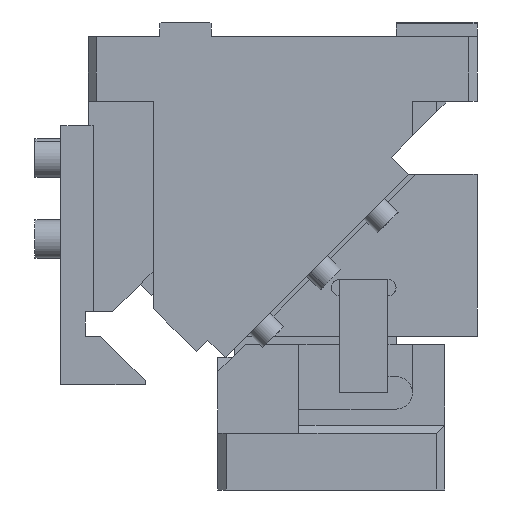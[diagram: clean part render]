
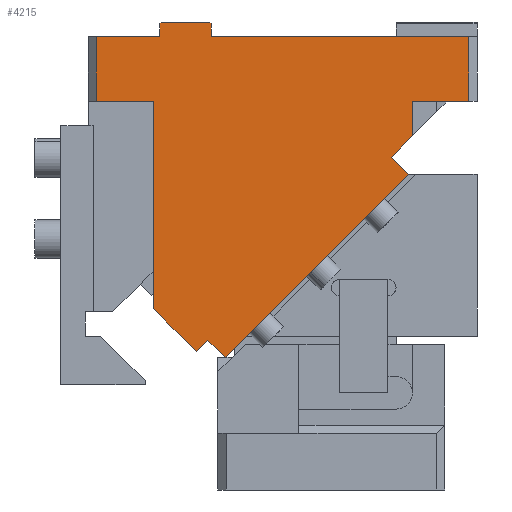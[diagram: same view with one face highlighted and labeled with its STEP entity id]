
A CAD part, front view. The second image highlights one B-rep face of the part: STEP entity #4215.
In plain terms, the highlighted planar face has unit normal (0, -1, 0).
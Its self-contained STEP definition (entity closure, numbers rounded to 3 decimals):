
#529=CARTESIAN_POINT('Vertex',(44.,-80.,0.)) ;
#532=CARTESIAN_POINT('Line Origine',(44.,-80.,4.)) ;
#536=CARTESIAN_POINT('Vertex',(44.,-80.,8.)) ;
#572=CARTESIAN_POINT('Line Origine',(44.5,-80.,8.5)) ;
#576=CARTESIAN_POINT('Vertex',(45.,-80.,9.)) ;
#607=CARTESIAN_POINT('Vertex',(75.,-80.,9.)) ;
#617=CARTESIAN_POINT('Line Origine',(60.,-80.,9.)) ;
#638=CARTESIAN_POINT('Vertex',(76.,-80.,8.)) ;
#648=CARTESIAN_POINT('Line Origine',(75.5,-80.,8.5)) ;
#686=CARTESIAN_POINT('Line Origine',(76.,-80.,4.)) ;
#690=CARTESIAN_POINT('Vertex',(76.,-80.,0.)) ;
#1187=CARTESIAN_POINT('Vertex',(235.,-80.,0.)) ;
#1192=CARTESIAN_POINT('Line Origine',(235.,-80.,-20.)) ;
#1196=CARTESIAN_POINT('Vertex',(235.,-80.,-40.)) ;
#2097=CARTESIAN_POINT('Line Origine',(155.5,-80.,0.)) ;
#2359=CARTESIAN_POINT('Line Origine',(217.5,-80.,-40.)) ;
#2363=CARTESIAN_POINT('Vertex',(200.,-80.,-40.)) ;
#2628=CARTESIAN_POINT('Line Origine',(200.,-80.,-50.68)) ;
#2632=CARTESIAN_POINT('Vertex',(200.,-80.,-61.36)) ;
#3378=CARTESIAN_POINT('Vertex',(40.,-80.,-40.)) ;
#3381=CARTESIAN_POINT('Line Origine',(22.5,-80.,-40.)) ;
#3385=CARTESIAN_POINT('Vertex',(5.,-80.,-40.)) ;
#3687=CARTESIAN_POINT('Vertex',(40.,-80.,-167.843)) ;
#3690=CARTESIAN_POINT('Line Origine',(40.,-80.,-103.921)) ;
#3717=CARTESIAN_POINT('Vertex',(66.759,-80.,-194.602)) ;
#3720=CARTESIAN_POINT('Line Origine',(56.329,-80.,-184.172)) ;
#3724=CARTESIAN_POINT('Vertex',(45.899,-80.,-173.742)) ;
#3727=CARTESIAN_POINT('Line Origine',(42.95,-80.,-170.792)) ;
#3801=CARTESIAN_POINT('Line Origine',(70.294,-80.,-191.066)) ;
#3805=CARTESIAN_POINT('Vertex',(73.83,-80.,-187.53)) ;
#4035=CARTESIAN_POINT('Vertex',(84.437,-80.,-198.137)) ;
#4051=CARTESIAN_POINT('Vertex',(197.574,-80.,-85.)) ;
#4054=CARTESIAN_POINT('Line Origine',(141.005,-80.,-141.569)) ;
#4083=CARTESIAN_POINT('Line Origine',(79.133,-80.,-192.834)) ;
#4155=CARTESIAN_POINT('Vertex',(186.967,-80.,-74.393)) ;
#4158=CARTESIAN_POINT('Line Origine',(192.27,-80.,-79.697)) ;
#4171=CARTESIAN_POINT('Axis2P3D Location',(0.,-80.,0.)) ;
#4176=CARTESIAN_POINT('Line Origine',(193.483,-80.,-67.877)) ;
#4181=CARTESIAN_POINT('Line Origine',(24.5,-80.,0.)) ;
#4185=CARTESIAN_POINT('Vertex',(5.,-80.,0.)) ;
#4188=CARTESIAN_POINT('Line Origine',(5.,-80.,-20.)) ;
#533=DIRECTION('Vector Direction',(0.,0.,-1.)) ;
#573=DIRECTION('Vector Direction',(-0.707,0.,-0.707)) ;
#618=DIRECTION('Vector Direction',(-1.,0.,0.)) ;
#649=DIRECTION('Vector Direction',(-0.707,0.,0.707)) ;
#687=DIRECTION('Vector Direction',(0.,0.,1.)) ;
#1193=DIRECTION('Vector Direction',(0.,0.,1.)) ;
#2098=DIRECTION('Vector Direction',(1.,0.,0.)) ;
#2360=DIRECTION('Vector Direction',(1.,0.,0.)) ;
#2629=DIRECTION('Vector Direction',(0.,0.,1.)) ;
#3382=DIRECTION('Vector Direction',(-1.,0.,0.)) ;
#3691=DIRECTION('Vector Direction',(0.,0.,-1.)) ;
#3721=DIRECTION('Vector Direction',(-0.707,0.,0.707)) ;
#3728=DIRECTION('Vector Direction',(-0.707,0.,0.707)) ;
#3802=DIRECTION('Vector Direction',(-0.707,0.,-0.707)) ;
#4055=DIRECTION('Vector Direction',(-0.707,0.,-0.707)) ;
#4084=DIRECTION('Vector Direction',(-0.707,0.,0.707)) ;
#4159=DIRECTION('Vector Direction',(-0.707,0.,0.707)) ;
#4172=DIRECTION('Axis2P3D Direction',(0.,1.,0.)) ;
#4173=DIRECTION('Axis2P3D XDirection',(0.,0.,1.)) ;
#4177=DIRECTION('Vector Direction',(-0.707,0.,-0.707)) ;
#4182=DIRECTION('Vector Direction',(1.,0.,0.)) ;
#4189=DIRECTION('Vector Direction',(0.,0.,-1.)) ;
#4174=AXIS2_PLACEMENT_3D('Plane Axis2P3D',#4171,#4172,#4173) ;
#4194=ORIENTED_EDGE('',*,*,#3807,.F.) ;
#4195=ORIENTED_EDGE('',*,*,#4087,.F.) ;
#4196=ORIENTED_EDGE('',*,*,#4058,.F.) ;
#4197=ORIENTED_EDGE('',*,*,#4162,.T.) ;
#4198=ORIENTED_EDGE('',*,*,#4180,.F.) ;
#4199=ORIENTED_EDGE('',*,*,#2634,.T.) ;
#4200=ORIENTED_EDGE('',*,*,#2365,.T.) ;
#4201=ORIENTED_EDGE('',*,*,#1198,.T.) ;
#4202=ORIENTED_EDGE('',*,*,#2101,.F.) ;
#4203=ORIENTED_EDGE('',*,*,#692,.T.) ;
#4204=ORIENTED_EDGE('',*,*,#652,.T.) ;
#4205=ORIENTED_EDGE('',*,*,#621,.T.) ;
#4206=ORIENTED_EDGE('',*,*,#578,.T.) ;
#4207=ORIENTED_EDGE('',*,*,#538,.T.) ;
#4208=ORIENTED_EDGE('',*,*,#4187,.F.) ;
#4209=ORIENTED_EDGE('',*,*,#4192,.T.) ;
#4210=ORIENTED_EDGE('',*,*,#3387,.F.) ;
#4211=ORIENTED_EDGE('',*,*,#3694,.T.) ;
#4212=ORIENTED_EDGE('',*,*,#3731,.F.) ;
#4213=ORIENTED_EDGE('',*,*,#3726,.F.) ;
#534=VECTOR('Line Direction',#533,1.) ;
#574=VECTOR('Line Direction',#573,1.) ;
#619=VECTOR('Line Direction',#618,1.) ;
#650=VECTOR('Line Direction',#649,1.) ;
#688=VECTOR('Line Direction',#687,1.) ;
#1194=VECTOR('Line Direction',#1193,1.) ;
#2099=VECTOR('Line Direction',#2098,1.) ;
#2361=VECTOR('Line Direction',#2360,1.) ;
#2630=VECTOR('Line Direction',#2629,1.) ;
#3383=VECTOR('Line Direction',#3382,1.) ;
#3692=VECTOR('Line Direction',#3691,1.) ;
#3722=VECTOR('Line Direction',#3721,1.) ;
#3729=VECTOR('Line Direction',#3728,1.) ;
#3803=VECTOR('Line Direction',#3802,1.) ;
#4056=VECTOR('Line Direction',#4055,1.) ;
#4085=VECTOR('Line Direction',#4084,1.) ;
#4160=VECTOR('Line Direction',#4159,1.) ;
#4178=VECTOR('Line Direction',#4177,1.) ;
#4183=VECTOR('Line Direction',#4182,1.) ;
#4190=VECTOR('Line Direction',#4189,1.) ;
#4215=ADVANCED_FACE('CAM HOLDER',(#4214),#4175,.F.) ;
#538=EDGE_CURVE('',#537,#530,#535,.T.) ;
#578=EDGE_CURVE('',#577,#537,#575,.T.) ;
#621=EDGE_CURVE('',#608,#577,#620,.T.) ;
#652=EDGE_CURVE('',#639,#608,#651,.T.) ;
#692=EDGE_CURVE('',#691,#639,#689,.T.) ;
#1198=EDGE_CURVE('',#1197,#1188,#1195,.T.) ;
#2101=EDGE_CURVE('',#691,#1188,#2100,.T.) ;
#2365=EDGE_CURVE('',#2364,#1197,#2362,.T.) ;
#2634=EDGE_CURVE('',#2633,#2364,#2631,.T.) ;
#3387=EDGE_CURVE('',#3379,#3386,#3384,.T.) ;
#3694=EDGE_CURVE('',#3379,#3688,#3693,.T.) ;
#3726=EDGE_CURVE('',#3718,#3725,#3723,.T.) ;
#3731=EDGE_CURVE('',#3725,#3688,#3730,.T.) ;
#3807=EDGE_CURVE('',#3806,#3718,#3804,.T.) ;
#4058=EDGE_CURVE('',#4052,#4036,#4057,.T.) ;
#4087=EDGE_CURVE('',#4036,#3806,#4086,.T.) ;
#4162=EDGE_CURVE('',#4052,#4156,#4161,.T.) ;
#4180=EDGE_CURVE('',#2633,#4156,#4179,.T.) ;
#4187=EDGE_CURVE('',#4186,#530,#4184,.T.) ;
#4192=EDGE_CURVE('',#4186,#3386,#4191,.T.) ;
#4193=EDGE_LOOP('',(#4194,#4195,#4196,#4197,#4198,#4199,#4200,#4201,#4202,#4203,#4204,#4205,#4206,#4207,#4208,#4209,#4210,#4211,#4212,#4213)) ;
#4214=FACE_OUTER_BOUND('',#4193,.T.) ;
#535=LINE('Line',#532,#534) ;
#575=LINE('Line',#572,#574) ;
#620=LINE('Line',#617,#619) ;
#651=LINE('Line',#648,#650) ;
#689=LINE('Line',#686,#688) ;
#1195=LINE('Line',#1192,#1194) ;
#2100=LINE('Line',#2097,#2099) ;
#2362=LINE('Line',#2359,#2361) ;
#2631=LINE('Line',#2628,#2630) ;
#3384=LINE('Line',#3381,#3383) ;
#3693=LINE('Line',#3690,#3692) ;
#3723=LINE('Line',#3720,#3722) ;
#3730=LINE('Line',#3727,#3729) ;
#3804=LINE('Line',#3801,#3803) ;
#4057=LINE('Line',#4054,#4056) ;
#4086=LINE('Line',#4083,#4085) ;
#4161=LINE('Line',#4158,#4160) ;
#4179=LINE('Line',#4176,#4178) ;
#4184=LINE('Line',#4181,#4183) ;
#4191=LINE('Line',#4188,#4190) ;
#4175=PLANE('Plane',#4174) ;
#530=VERTEX_POINT('',#529) ;
#537=VERTEX_POINT('',#536) ;
#577=VERTEX_POINT('',#576) ;
#608=VERTEX_POINT('',#607) ;
#639=VERTEX_POINT('',#638) ;
#691=VERTEX_POINT('',#690) ;
#1188=VERTEX_POINT('',#1187) ;
#1197=VERTEX_POINT('',#1196) ;
#2364=VERTEX_POINT('',#2363) ;
#2633=VERTEX_POINT('',#2632) ;
#3379=VERTEX_POINT('',#3378) ;
#3386=VERTEX_POINT('',#3385) ;
#3688=VERTEX_POINT('',#3687) ;
#3718=VERTEX_POINT('',#3717) ;
#3725=VERTEX_POINT('',#3724) ;
#3806=VERTEX_POINT('',#3805) ;
#4036=VERTEX_POINT('',#4035) ;
#4052=VERTEX_POINT('',#4051) ;
#4156=VERTEX_POINT('',#4155) ;
#4186=VERTEX_POINT('',#4185) ;
